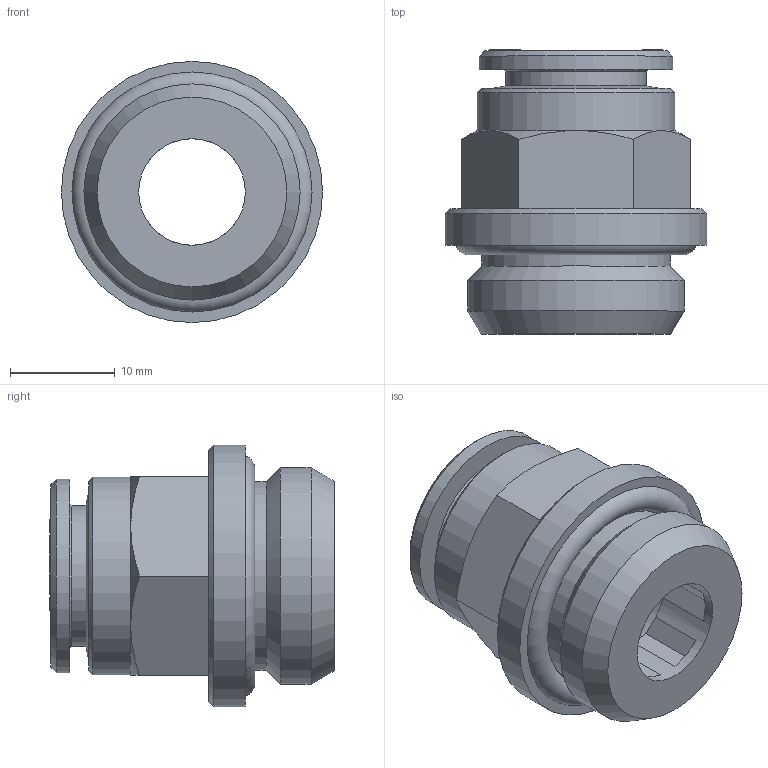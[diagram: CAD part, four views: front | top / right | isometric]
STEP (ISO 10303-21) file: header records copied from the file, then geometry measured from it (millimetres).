
FILE_DESCRIPTION(/* description */ ('STEP AP214'),/* implementation_level */ '2;1');
FILE_NAME(/* name */ 'AP020064',/* time_stamp */ '2023-03-28T14:04:25+02:00',/* author */ ('License CC BY-ND 4.0'),/* organization */ ('CADENAS'),/* preprocessor_version */ 'ST-DEVELOPER v19.3',/* originating_system */ 'PARTsolutions',/* authorisation */ ' ');
FILE_SCHEMA (('AUTOMOTIVE_DESIGN {1 0 10303 214 3 1 1}'));
Length unit declared in the file: millimetre
Products named in the file (2): AP020064; AP020064_PART1
Assembly tree (1 placements, depth 2):
  AP020064
    AP020064_PART1
Bounding box: 25 x 27.2 x 25 mm (x, y, z)
Volume: 5618 mm3; surface area: 3776.1 mm2
Topology: 1 solids, 1 shells, 163 faces, 419 edges, 276 vertices
Faces by surface type: plane 104, bspline 40, cone 10, cylinder 8, torus 1
Full cylindrical faces by diameter (mm): 10.2 x1, 12.15 x1, 13.5 x1, 18 x1, 18.5 x1, 18.9 x1, 20.7 x1, 25 x1
Entity records: 8200 total; most frequent: CARTESIAN_POINT 3421, ORIENTED_EDGE 792, DIRECTION 584, EDGE_CURVE 396, VERTEX_POINT 272, LINE 262, VECTOR 262, EDGE_LOOP 202
